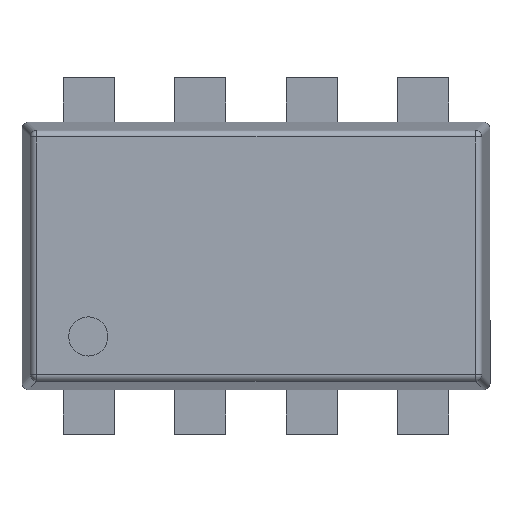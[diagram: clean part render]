
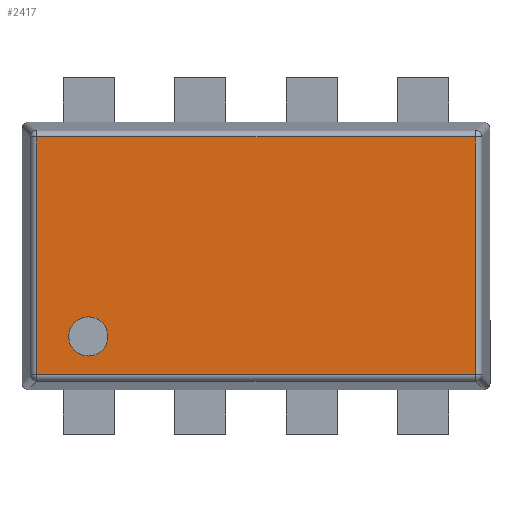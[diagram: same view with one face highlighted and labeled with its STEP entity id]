
A CAD part, top view. The second image highlights one B-rep face of the part: STEP entity #2417.
In plain terms, the highlighted planar face has unit normal (0, 0, 1).
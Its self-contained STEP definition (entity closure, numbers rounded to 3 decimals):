
#51 = DIRECTION ( 'NONE',  ( -1., 0., 0. ) ) ;
#245 = VECTOR ( 'NONE', #3906, 1000. ) ;
#250 = ORIENTED_EDGE ( 'NONE', *, *, #1124, .T. ) ;
#366 = DIRECTION ( 'NONE',  ( 1., 0., 0. ) ) ;
#630 = VECTOR ( 'NONE', #4717, 1000. ) ;
#670 = LINE ( 'NONE', #4008, #245 ) ;
#709 = AXIS2_PLACEMENT_3D ( 'NONE', #4591, #4481, #6686 ) ;
#1124 = EDGE_CURVE ( 'NONE', #4688, #6318, #2243, .T. ) ;
#1427 = DIRECTION ( 'NONE',  ( 1., 0., 0. ) ) ;
#1489 = LINE ( 'NONE', #6334, #630 ) ;
#1561 = CARTESIAN_POINT ( 'NONE',  ( -0.983, -0.533, 0.45 ) ) ;
#1588 = DIRECTION ( 'NONE',  ( 0., 0., 1. ) ) ;
#1866 = CARTESIAN_POINT ( 'NONE',  ( 0., 0., 0.45 ) ) ;
#2169 = ORIENTED_EDGE ( 'NONE', *, *, #5120, .T. ) ;
#2243 = LINE ( 'NONE', #3802, #3443 ) ;
#2259 = VERTEX_POINT ( 'NONE', #5897 ) ;
#2332 = VECTOR ( 'NONE', #1427, 1000. ) ;
#2377 = EDGE_CURVE ( 'NONE', #2799, #5085, #6275, .T. ) ;
#2417 = ADVANCED_FACE ( 'NONE', ( #3070, #4096 ), #2974, .T. ) ;
#2541 = CARTESIAN_POINT ( 'NONE',  ( -0.665, -0.362, 0.45 ) ) ;
#2659 = CARTESIAN_POINT ( 'NONE',  ( -0.753, -0.362, 0.45 ) ) ;
#2799 = VERTEX_POINT ( 'NONE', #1561 ) ;
#2910 = EDGE_CURVE ( 'NONE', #2259, #5658, #6337, .T. ) ;
#2951 = ORIENTED_EDGE ( 'NONE', *, *, #6444, .T. ) ;
#2974 = PLANE ( 'NONE',  #3656 ) ;
#3070 = FACE_OUTER_BOUND ( 'NONE', #3938, .T. ) ;
#3229 = CARTESIAN_POINT ( 'NONE',  ( -0.983, 0.533, 0.45 ) ) ;
#3443 = VECTOR ( 'NONE', #51, 1000. ) ;
#3519 = CARTESIAN_POINT ( 'NONE',  ( 1.011, -0.533, 0.45 ) ) ;
#3594 = EDGE_CURVE ( 'NONE', #5658, #2259, #6982, .T. ) ;
#3656 = AXIS2_PLACEMENT_3D ( 'NONE', #1866, #5382, #3730 ) ;
#3730 = DIRECTION ( 'NONE',  ( 1., 0., 0. ) ) ;
#3802 = CARTESIAN_POINT ( 'NONE',  ( -1.011, 0.533, 0.45 ) ) ;
#3906 = DIRECTION ( 'NONE',  ( 0., 1., 0. ) ) ;
#3938 = EDGE_LOOP ( 'NONE', ( #5211, #2951, #250, #2169 ) ) ;
#4008 = CARTESIAN_POINT ( 'NONE',  ( 0.983, 0.561, 0.45 ) ) ;
#4060 = CARTESIAN_POINT ( 'NONE',  ( 0.983, 0.533, 0.45 ) ) ;
#4096 = FACE_BOUND ( 'NONE', #5763, .T. ) ;
#4208 = AXIS2_PLACEMENT_3D ( 'NONE', #2659, #1588, #366 ) ;
#4481 = DIRECTION ( 'NONE',  ( 0., 0., 1. ) ) ;
#4537 = CARTESIAN_POINT ( 'NONE',  ( 0.983, -0.533, 0.45 ) ) ;
#4591 = CARTESIAN_POINT ( 'NONE',  ( -0.753, -0.362, 0.45 ) ) ;
#4688 = VERTEX_POINT ( 'NONE', #4060 ) ;
#4717 = DIRECTION ( 'NONE',  ( 0., -1., 0. ) ) ;
#5085 = VERTEX_POINT ( 'NONE', #4537 ) ;
#5120 = EDGE_CURVE ( 'NONE', #6318, #2799, #1489, .T. ) ;
#5211 = ORIENTED_EDGE ( 'NONE', *, *, #2377, .T. ) ;
#5382 = DIRECTION ( 'NONE',  ( 0., 0., 1. ) ) ;
#5658 = VERTEX_POINT ( 'NONE', #2541 ) ;
#5746 = ORIENTED_EDGE ( 'NONE', *, *, #2910, .F. ) ;
#5763 = EDGE_LOOP ( 'NONE', ( #6203, #5746 ) ) ;
#5897 = CARTESIAN_POINT ( 'NONE',  ( -0.84, -0.362, 0.45 ) ) ;
#6203 = ORIENTED_EDGE ( 'NONE', *, *, #3594, .F. ) ;
#6275 = LINE ( 'NONE', #3519, #2332 ) ;
#6318 = VERTEX_POINT ( 'NONE', #3229 ) ;
#6334 = CARTESIAN_POINT ( 'NONE',  ( -0.983, -0.561, 0.45 ) ) ;
#6337 = CIRCLE ( 'NONE', #709, 0.088 ) ;
#6444 = EDGE_CURVE ( 'NONE', #5085, #4688, #670, .T. ) ;
#6686 = DIRECTION ( 'NONE',  ( 1., 0., 0. ) ) ;
#6982 = CIRCLE ( 'NONE', #4208, 0.088 ) ;
